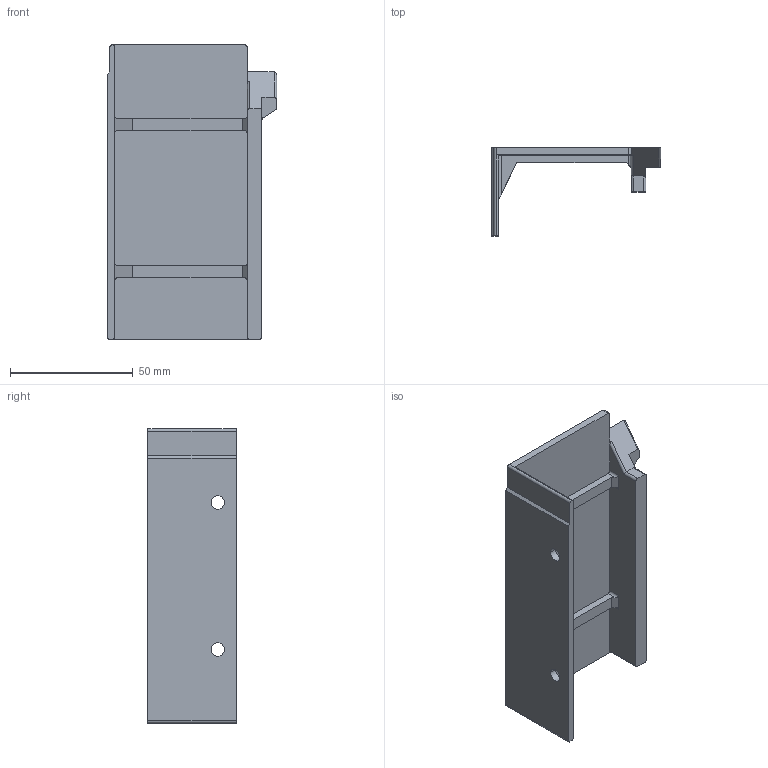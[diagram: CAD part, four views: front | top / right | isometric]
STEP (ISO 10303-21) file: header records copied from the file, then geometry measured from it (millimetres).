
FILE_DESCRIPTION (( 'STEP AP203' ), '1' );
FILE_NAME ('Bed mechanics cover.STEP', '2022-06-12T13:44:57', ( '' ), ( '' ), 'SwSTEP 2.0', 'SolidWorks 2020', '' );
FILE_SCHEMA (( 'CONFIG_CONTROL_DESIGN' ));
Length unit declared in the file: millimetre
Products named in the file (1): Bed mechanics cover
Bounding box: 69 x 36 x 120 mm (x, y, z)
Volume: 44805.7 mm3; surface area: 27906 mm2
Topology: 1 solids, 1 shells, 57 faces, 163 edges, 108 vertices
Faces by surface type: plane 32, cylinder 25
Entity records: 1939 total; most frequent: CARTESIAN_POINT 380, ORIENTED_EDGE 326, DIRECTION 295, EDGE_CURVE 163, VECTOR 113, LINE 113, VERTEX_POINT 108, AXIS2_PLACEMENT_3D 91
